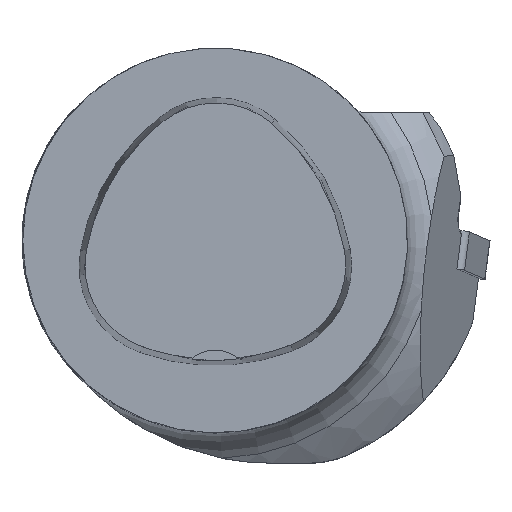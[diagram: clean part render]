
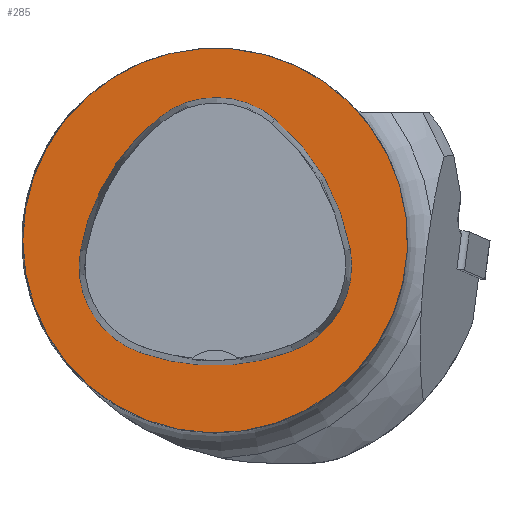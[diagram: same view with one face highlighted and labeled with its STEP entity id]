
A CAD part, top view. The second image highlights one B-rep face of the part: STEP entity #285.
In plain terms, the highlighted planar face has unit normal (0, 0, 1).
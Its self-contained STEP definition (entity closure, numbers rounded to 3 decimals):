
#134=PLANE('',#1686);
#285=ADVANCED_FACE('',(#538,#539),#134,.T.);
#538=FACE_BOUND('',#609,.T.);
#539=FACE_BOUND('',#610,.T.);
#609=EDGE_LOOP('',(#1007,#1008,#1009,#1010,#1011,#1012));
#610=EDGE_LOOP('',(#1013));
#1007=ORIENTED_EDGE('',*,*,#1407,.T.);
#1008=ORIENTED_EDGE('',*,*,#1387,.T.);
#1009=ORIENTED_EDGE('',*,*,#1391,.T.);
#1010=ORIENTED_EDGE('',*,*,#1394,.T.);
#1011=ORIENTED_EDGE('',*,*,#1397,.T.);
#1012=ORIENTED_EDGE('',*,*,#1405,.T.);
#1013=ORIENTED_EDGE('',*,*,#1252,.F.);
#1116=VERTEX_POINT('',#2197);
#1206=VERTEX_POINT('',#2651);
#1207=VERTEX_POINT('',#2652);
#1210=VERTEX_POINT('',#2660);
#1212=VERTEX_POINT('',#2666);
#1214=VERTEX_POINT('',#2672);
#1221=VERTEX_POINT('',#2693);
#1252=EDGE_CURVE('',#1116,#1116,#1446,.T.);
#1387=EDGE_CURVE('',#1206,#1207,#1474,.T.);
#1391=EDGE_CURVE('',#1207,#1210,#1476,.T.);
#1394=EDGE_CURVE('',#1210,#1212,#1478,.T.);
#1397=EDGE_CURVE('',#1212,#1214,#1480,.T.);
#1405=EDGE_CURVE('',#1214,#1221,#1484,.T.);
#1407=EDGE_CURVE('',#1221,#1206,#1486,.T.);
#1446=CIRCLE('',#1572,31.5);
#1474=CIRCLE('',#1664,36.);
#1476=CIRCLE('',#1667,15.);
#1478=CIRCLE('',#1670,36.);
#1480=CIRCLE('',#1673,15.);
#1484=CIRCLE('',#1678,36.);
#1486=CIRCLE('',#1681,15.);
#1572=AXIS2_PLACEMENT_3D('',#2196,#1753,#1754);
#1664=AXIS2_PLACEMENT_3D('',#2650,#1999,#2000);
#1667=AXIS2_PLACEMENT_3D('',#2659,#2007,#2008);
#1670=AXIS2_PLACEMENT_3D('',#2665,#2014,#2015);
#1673=AXIS2_PLACEMENT_3D('',#2671,#2021,#2022);
#1678=AXIS2_PLACEMENT_3D('',#2694,#2033,#2034);
#1681=AXIS2_PLACEMENT_3D('',#2697,#2039,#2040);
#1686=AXIS2_PLACEMENT_3D('',#2702,#2049,#2050);
#1753=DIRECTION('',(0.,0.,-1.));
#1754=DIRECTION('',(-1.,0.,0.));
#1999=DIRECTION('',(0.,0.,-1.));
#2000=DIRECTION('',(-1.,0.,0.));
#2007=DIRECTION('',(0.,0.,-1.));
#2008=DIRECTION('',(-1.,0.,0.));
#2014=DIRECTION('',(0.,0.,-1.));
#2015=DIRECTION('',(-1.,0.,0.));
#2021=DIRECTION('',(0.,0.,-1.));
#2022=DIRECTION('',(-1.,0.,0.));
#2033=DIRECTION('',(0.,0.,-1.));
#2034=DIRECTION('',(-1.,0.,0.));
#2039=DIRECTION('',(0.,0.,-1.));
#2040=DIRECTION('',(-1.,0.,0.));
#2049=DIRECTION('',(0.,0.,1.));
#2050=DIRECTION('',(1.,0.,0.));
#2196=CARTESIAN_POINT('',(0.,0.,0.));
#2197=CARTESIAN_POINT('',(-31.5,0.,0.));
#2650=CARTESIAN_POINT('',(13.398,-7.893,0.));
#2651=CARTESIAN_POINT('',(-22.041,-1.562,0.));
#2652=CARTESIAN_POINT('',(-9.317,20.036,0.));
#2659=CARTESIAN_POINT('',(0.148,8.399,0.));
#2660=CARTESIAN_POINT('',(9.779,19.898,0.));
#2665=CARTESIAN_POINT('',(-13.337,-7.7,0.));
#2666=CARTESIAN_POINT('',(22.122,-1.48,0.));
#2671=CARTESIAN_POINT('',(7.347,-4.071,0.));
#2672=CARTESIAN_POINT('',(12.693,-18.087,0.));
#2693=CARTESIAN_POINT('',(-12.373,-18.307,0.));
#2694=CARTESIAN_POINT('',(-0.137,15.55,0.));
#2697=CARTESIAN_POINT('',(-7.275,-4.2,0.));
#2702=CARTESIAN_POINT('',(0.,0.,0.));
